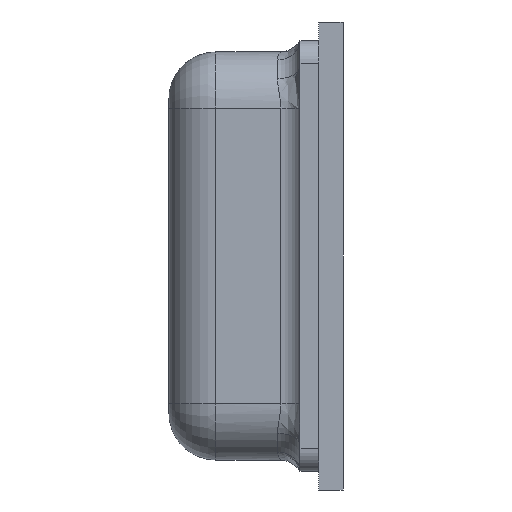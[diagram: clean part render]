
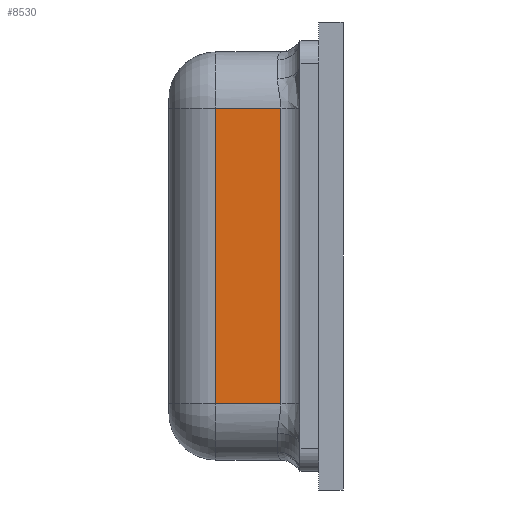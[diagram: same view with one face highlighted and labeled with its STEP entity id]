
A CAD part, left-side view. The second image highlights one B-rep face of the part: STEP entity #8530.
In plain terms, the highlighted planar face has unit normal (-1, 0, 0).
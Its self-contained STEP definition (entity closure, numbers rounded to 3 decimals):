
#633 = ORIENTED_EDGE ( 'NONE', *, *, #6345, .T. ) ;
#1163 = DIRECTION ( 'NONE',  ( 0., 0., 1. ) ) ;
#1355 = LINE ( 'NONE', #5607, #8654 ) ;
#2358 = DIRECTION ( 'NONE',  ( 1., 0., 0. ) ) ;
#2708 = ORIENTED_EDGE ( 'NONE', *, *, #6414, .T. ) ;
#2773 = VERTEX_POINT ( 'NONE', #10848 ) ;
#3141 = VECTOR ( 'NONE', #1163, 1000. ) ;
#3169 = CARTESIAN_POINT ( 'NONE',  ( -1.09, 0.332, -1.09 ) ) ;
#3957 = VERTEX_POINT ( 'NONE', #5381 ) ;
#4243 = PLANE ( 'NONE',  #10986 ) ;
#4268 = DIRECTION ( 'NONE',  ( 0., 0., -1. ) ) ;
#4295 = VECTOR ( 'NONE', #4268, 1000. ) ;
#4598 = LINE ( 'NONE', #8995, #4295 ) ;
#4802 = LINE ( 'NONE', #7384, #11494 ) ;
#5083 = VERTEX_POINT ( 'NONE', #8456 ) ;
#5381 = CARTESIAN_POINT ( 'NONE',  ( -1.09, 0.68, 0.79 ) ) ;
#5578 = FACE_OUTER_BOUND ( 'NONE', #10320, .T. ) ;
#5607 = CARTESIAN_POINT ( 'NONE',  ( -1.09, 0.93, -0.79 ) ) ;
#6345 = EDGE_CURVE ( 'NONE', #2773, #3957, #4802, .T. ) ;
#6352 = ORIENTED_EDGE ( 'NONE', *, *, #6670, .T. ) ;
#6414 = EDGE_CURVE ( 'NONE', #5083, #7882, #1355, .T. ) ;
#6563 = EDGE_CURVE ( 'NONE', #7882, #2773, #10442, .T. ) ;
#6670 = EDGE_CURVE ( 'NONE', #3957, #5083, #4598, .T. ) ;
#7252 = ORIENTED_EDGE ( 'NONE', *, *, #6563, .T. ) ;
#7384 = CARTESIAN_POINT ( 'NONE',  ( -1.09, 0.93, 0.79 ) ) ;
#7882 = VERTEX_POINT ( 'NONE', #10086 ) ;
#8055 = CARTESIAN_POINT ( 'NONE',  ( -1.09, 0.93, -1.09 ) ) ;
#8351 = DIRECTION ( 'NONE',  ( 0., 1., 0. ) ) ;
#8456 = CARTESIAN_POINT ( 'NONE',  ( -1.09, 0.68, -0.79 ) ) ;
#8503 = DIRECTION ( 'NONE',  ( 0., -1., 0. ) ) ;
#8530 = ADVANCED_FACE ( 'NONE', ( #5578 ), #4243, .F. ) ;
#8654 = VECTOR ( 'NONE', #8503, 1000. ) ;
#8995 = CARTESIAN_POINT ( 'NONE',  ( -1.09, 0.68, -0.79 ) ) ;
#9023 = DIRECTION ( 'NONE',  ( 0., 0., -1. ) ) ;
#10086 = CARTESIAN_POINT ( 'NONE',  ( -1.09, 0.332, -0.79 ) ) ;
#10320 = EDGE_LOOP ( 'NONE', ( #633, #6352, #2708, #7252 ) ) ;
#10442 = LINE ( 'NONE', #3169, #3141 ) ;
#10848 = CARTESIAN_POINT ( 'NONE',  ( -1.09, 0.332, 0.79 ) ) ;
#10986 = AXIS2_PLACEMENT_3D ( 'NONE', #8055, #2358, #9023 ) ;
#11494 = VECTOR ( 'NONE', #8351, 1000. ) ;
